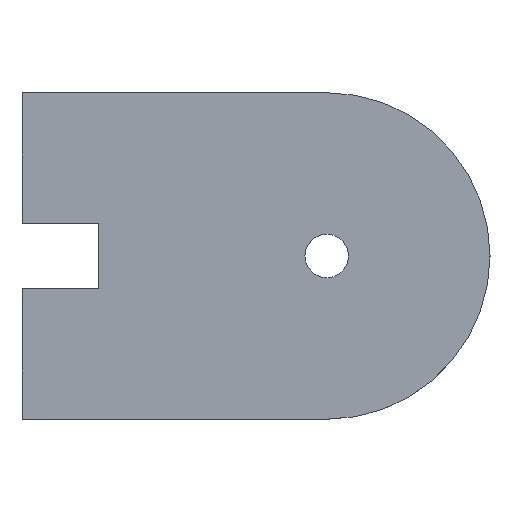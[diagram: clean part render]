
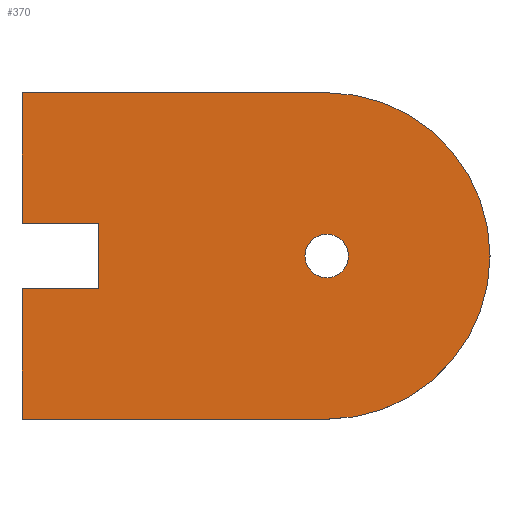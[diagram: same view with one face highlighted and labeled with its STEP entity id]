
A CAD part, top view. The second image highlights one B-rep face of the part: STEP entity #370.
In plain terms, the highlighted planar face has unit normal (0, 0, 1).
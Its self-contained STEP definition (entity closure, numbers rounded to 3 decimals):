
#42=CARTESIAN_POINT('Vertex',(0.,7.5,1.5)) ;
#56=CARTESIAN_POINT('Vertex',(0.,1.5,1.5)) ;
#59=CARTESIAN_POINT('Line Origine',(0.,4.5,1.5)) ;
#87=CARTESIAN_POINT('Vertex',(3.5,1.5,1.5)) ;
#90=CARTESIAN_POINT('Line Origine',(1.75,1.5,1.5)) ;
#118=CARTESIAN_POINT('Vertex',(3.5,-1.5,1.5)) ;
#121=CARTESIAN_POINT('Line Origine',(3.5,0.,1.5)) ;
#149=CARTESIAN_POINT('Vertex',(0.,-1.5,1.5)) ;
#152=CARTESIAN_POINT('Line Origine',(1.75,-1.5,1.5)) ;
#175=CARTESIAN_POINT('Vertex',(0.,-7.5,1.5)) ;
#178=CARTESIAN_POINT('Line Origine',(0.,-4.5,1.5)) ;
#206=CARTESIAN_POINT('Vertex',(14.,-7.5,1.5)) ;
#209=CARTESIAN_POINT('Line Origine',(7.,-7.5,1.5)) ;
#237=CARTESIAN_POINT('Vertex',(14.,7.5,1.5)) ;
#240=CARTESIAN_POINT('Axis2P3D Location',(14.,0.,1.5)) ;
#262=CARTESIAN_POINT('Line Origine',(7.,7.5,1.5)) ;
#279=CARTESIAN_POINT('Axis2P3D Location',(14.,0.,1.5)) ;
#283=CARTESIAN_POINT('Vertex',(13.,0.,1.5)) ;
#285=CARTESIAN_POINT('Vertex',(15.,0.,1.5)) ;
#314=CARTESIAN_POINT('Axis2P3D Location',(14.,0.,1.5)) ;
#351=CARTESIAN_POINT('Axis2P3D Location',(0.,0.,1.5)) ;
#61=VECTOR('Line Direction',#60,1.) ;
#92=VECTOR('Line Direction',#91,1.) ;
#123=VECTOR('Line Direction',#122,1.) ;
#154=VECTOR('Line Direction',#153,1.) ;
#180=VECTOR('Line Direction',#179,1.) ;
#211=VECTOR('Line Direction',#210,1.) ;
#264=VECTOR('Line Direction',#263,1.) ;
#60=DIRECTION('Vector Direction',(0.,1.,0.)) ;
#91=DIRECTION('Vector Direction',(1.,0.,0.)) ;
#122=DIRECTION('Vector Direction',(0.,1.,0.)) ;
#153=DIRECTION('Vector Direction',(-1.,0.,0.)) ;
#179=DIRECTION('Vector Direction',(0.,-1.,0.)) ;
#210=DIRECTION('Vector Direction',(-1.,0.,0.)) ;
#241=DIRECTION('Axis2P3D Direction',(0.,0.,1.)) ;
#263=DIRECTION('Vector Direction',(1.,0.,0.)) ;
#280=DIRECTION('Axis2P3D Direction',(0.,0.,1.)) ;
#315=DIRECTION('Axis2P3D Direction',(0.,0.,1.)) ;
#352=DIRECTION('Axis2P3D Direction',(0.,0.,1.)) ;
#353=DIRECTION('Axis2P3D XDirection',(1.,0.,0.)) ;
#242=AXIS2_PLACEMENT_3D('Circle Axis2P3D',#240,#241,$) ;
#281=AXIS2_PLACEMENT_3D('Circle Axis2P3D',#279,#280,$) ;
#316=AXIS2_PLACEMENT_3D('Circle Axis2P3D',#314,#315,$) ;
#354=AXIS2_PLACEMENT_3D('Plane Axis2P3D',#351,#352,#353) ;
#62=LINE('Line',#59,#61) ;
#93=LINE('Line',#90,#92) ;
#124=LINE('Line',#121,#123) ;
#155=LINE('Line',#152,#154) ;
#181=LINE('Line',#178,#180) ;
#212=LINE('Line',#209,#211) ;
#265=LINE('Line',#262,#264) ;
#243=CIRCLE('generated circle',#242,7.5) ;
#282=CIRCLE('generated circle',#281,1.) ;
#317=CIRCLE('generated circle',#316,1.) ;
#355=PLANE('',#354) ;
#369=FACE_BOUND('',#366,.T.) ;
#63=EDGE_CURVE('',#43,#57,#62,.F.) ;
#94=EDGE_CURVE('',#57,#88,#93,.T.) ;
#125=EDGE_CURVE('',#88,#119,#124,.F.) ;
#156=EDGE_CURVE('',#119,#150,#155,.T.) ;
#182=EDGE_CURVE('',#150,#176,#181,.T.) ;
#213=EDGE_CURVE('',#176,#207,#212,.F.) ;
#244=EDGE_CURVE('',#207,#238,#243,.T.) ;
#266=EDGE_CURVE('',#238,#43,#265,.F.) ;
#287=EDGE_CURVE('',#284,#286,#282,.T.) ;
#318=EDGE_CURVE('',#286,#284,#317,.T.) ;
#357=ORIENTED_EDGE('',*,*,#63,.T.) ;
#358=ORIENTED_EDGE('',*,*,#94,.T.) ;
#359=ORIENTED_EDGE('',*,*,#125,.T.) ;
#360=ORIENTED_EDGE('',*,*,#156,.T.) ;
#361=ORIENTED_EDGE('',*,*,#182,.T.) ;
#362=ORIENTED_EDGE('',*,*,#213,.T.) ;
#363=ORIENTED_EDGE('',*,*,#244,.T.) ;
#364=ORIENTED_EDGE('',*,*,#266,.T.) ;
#367=ORIENTED_EDGE('',*,*,#287,.F.) ;
#368=ORIENTED_EDGE('',*,*,#318,.F.) ;
#356=EDGE_LOOP('',(#357,#358,#359,#360,#361,#362,#363,#364)) ;
#366=EDGE_LOOP('',(#367,#368)) ;
#43=VERTEX_POINT('',#42) ;
#57=VERTEX_POINT('',#56) ;
#88=VERTEX_POINT('',#87) ;
#119=VERTEX_POINT('',#118) ;
#150=VERTEX_POINT('',#149) ;
#176=VERTEX_POINT('',#175) ;
#207=VERTEX_POINT('',#206) ;
#238=VERTEX_POINT('',#237) ;
#284=VERTEX_POINT('',#283) ;
#286=VERTEX_POINT('',#285) ;
#370=ADVANCED_FACE('PartBody',(#365,#369),#355,.T.) ;
#365=FACE_OUTER_BOUND('',#356,.T.) ;
